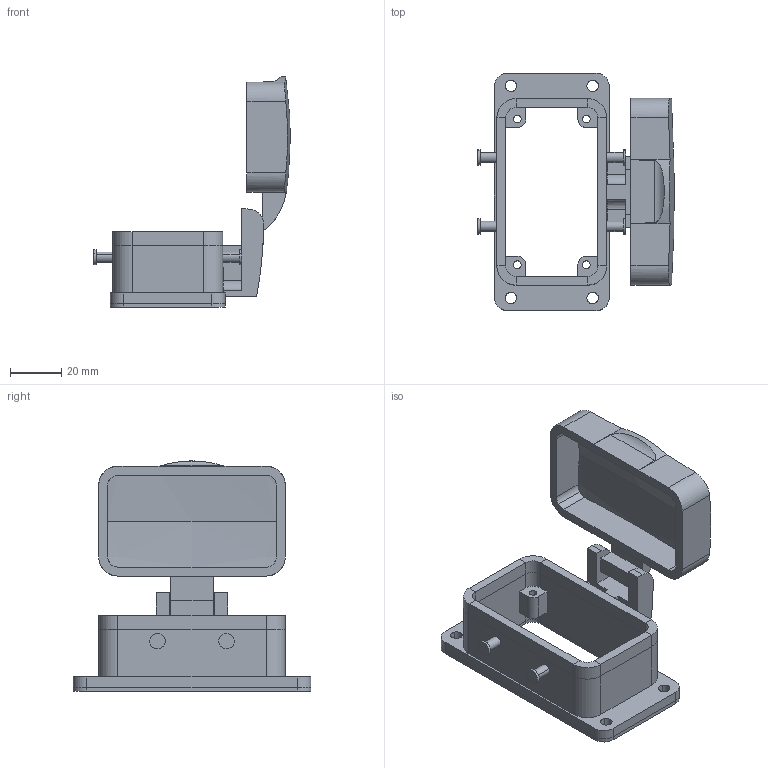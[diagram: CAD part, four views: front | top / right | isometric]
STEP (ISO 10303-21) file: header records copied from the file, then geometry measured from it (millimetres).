
FILE_DESCRIPTION(('CATIA V5 STEP Exchange','CAx-IF Rec.Pracs.--- Model Styling and Organization---1.4--- 2014-01-23'),'2;1');
FILE_NAME ('12980840_2', '2019-07-25T13:55:14+00:00', ('none'), ('Weidmueller'), 'CATIA Version 5-6 Release 2016 SP3 HF44', 'CATIA V5 STEP AP214', 'none');
FILE_SCHEMA(('AUTOMOTIVE_DESIGN { 1 0 10303 214 1 1 1 1 }'));
Length unit declared in the file: millimetre
Products named in the file (1): 1205600000
Bounding box: 76.95 x 93 x 90.06 mm (x, y, z)
Volume: 57827.1 mm3; surface area: 38310.2 mm2
Topology: 3 solids, 3 shells, 211 faces, 569 edges, 370 vertices
Faces by surface type: plane 104, cylinder 100, revolution 4, torus 3
Entity records: 6792 total; most frequent: CARTESIAN_POINT 1669, ORIENTED_EDGE 1138, DIRECTION 826, EDGE_CURVE 569, VERTEX_POINT 370, AXIS2_PLACEMENT_3D 332, VECTOR 331, LINE 331
